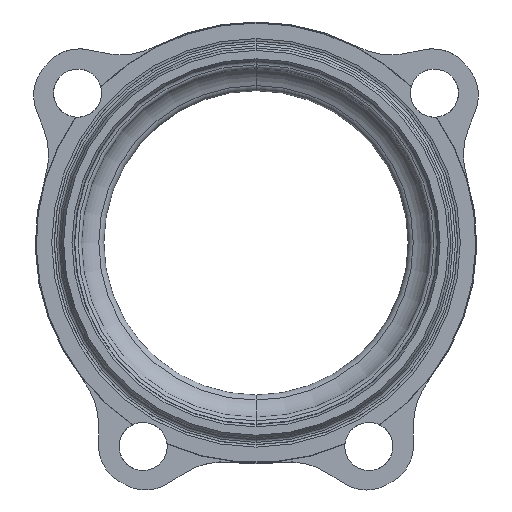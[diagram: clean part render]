
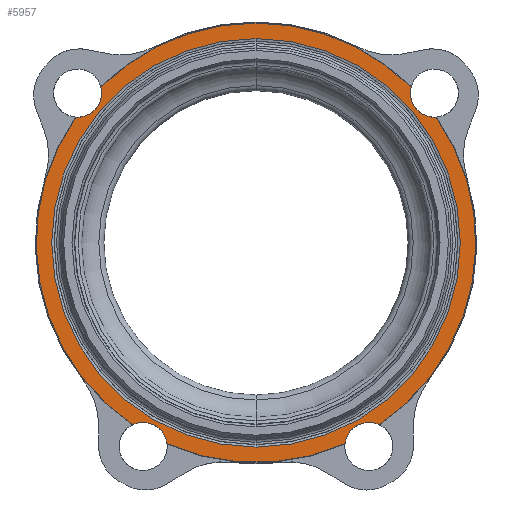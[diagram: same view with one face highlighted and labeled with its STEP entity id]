
A CAD part, front view. The second image highlights one B-rep face of the part: STEP entity #5957.
In plain terms, the highlighted planar face has unit normal (0, -1, 0).
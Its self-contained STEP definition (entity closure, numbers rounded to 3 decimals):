
#24 = ORIENTED_EDGE ( 'NONE', *, *, #1732, .F. ) ;
#56 = CARTESIAN_POINT ( 'NONE',  ( 0., -8.768, 54.732 ) ) ;
#73 = EDGE_CURVE ( 'NONE', #2120, #6659, #5004, .T. ) ;
#101 = ORIENTED_EDGE ( 'NONE', *, *, #73, .T. ) ;
#239 = CARTESIAN_POINT ( 'NONE',  ( -28.119, -8.768, -50.728 ) ) ;
#256 = EDGE_CURVE ( 'NONE', #5373, #5889, #958, .T. ) ;
#266 = CARTESIAN_POINT ( 'NONE',  ( -44.431, -8.768, 31.282 ) ) ;
#277 = EDGE_CURVE ( 'NONE', #354, #1561, #1994, .T. ) ;
#354 = VERTEX_POINT ( 'NONE', #2384 ) ;
#362 = CARTESIAN_POINT ( 'NONE',  ( 44.431, -8.768, 37.282 ) ) ;
#414 = CARTESIAN_POINT ( 'NONE',  ( 44.431, -8.768, 37.282 ) ) ;
#442 = DIRECTION ( 'NONE',  ( 0., 1., 0. ) ) ;
#463 = CIRCLE ( 'NONE', #3382, 6. ) ;
#467 = EDGE_CURVE ( 'NONE', #5625, #1544, #5245, .T. ) ;
#723 = AXIS2_PLACEMENT_3D ( 'NONE', #239, #6389, #1777 ) ;
#774 = DIRECTION ( 'NONE',  ( 0., 1., 0. ) ) ;
#857 = AXIS2_PLACEMENT_3D ( 'NONE', #4230, #3149, #1581 ) ;
#958 = CIRCLE ( 'NONE', #723, 6. ) ;
#1063 = CARTESIAN_POINT ( 'NONE',  ( 30.7, -8.768, -45.311 ) ) ;
#1138 = ORIENTED_EDGE ( 'NONE', *, *, #3022, .T. ) ;
#1205 = DIRECTION ( 'NONE',  ( 0., 0., 1. ) ) ;
#1209 = DIRECTION ( 'NONE',  ( 0., 1., 0. ) ) ;
#1245 = AXIS2_PLACEMENT_3D ( 'NONE', #6372, #5426, #4277 ) ;
#1301 = CIRCLE ( 'NONE', #4239, 54.732 ) ;
#1323 = CARTESIAN_POINT ( 'NONE',  ( -44.899, -8.768, 31.3 ) ) ;
#1352 = CARTESIAN_POINT ( 'NONE',  ( 38.621, -8.768, 38.782 ) ) ;
#1386 = DIRECTION ( 'NONE',  ( 0., 0., -1. ) ) ;
#1435 = CARTESIAN_POINT ( 'NONE',  ( -30.7, -8.768, -45.311 ) ) ;
#1436 = VERTEX_POINT ( 'NONE', #1323 ) ;
#1445 = CARTESIAN_POINT ( 'NONE',  ( 0., -8.768, 0. ) ) ;
#1525 = ORIENTED_EDGE ( 'NONE', *, *, #2599, .F. ) ;
#1544 = VERTEX_POINT ( 'NONE', #56 ) ;
#1561 = VERTEX_POINT ( 'NONE', #1063 ) ;
#1566 = ORIENTED_EDGE ( 'NONE', *, *, #277, .F. ) ;
#1577 = DIRECTION ( 'NONE',  ( 0., 0., 1. ) ) ;
#1581 = DIRECTION ( 'NONE',  ( 0., 0., 1. ) ) ;
#1636 = DIRECTION ( 'NONE',  ( 0., 0., 1. ) ) ;
#1668 = CARTESIAN_POINT ( 'NONE',  ( -44.431, -8.768, 37.282 ) ) ;
#1732 = EDGE_CURVE ( 'NONE', #1544, #5923, #5086, .T. ) ;
#1777 = DIRECTION ( 'NONE',  ( 0., 0., -1. ) ) ;
#1778 = DIRECTION ( 'NONE',  ( 0., 0., -1. ) ) ;
#1808 = CARTESIAN_POINT ( 'NONE',  ( 0., -8.768, -50.874 ) ) ;
#1874 = AXIS2_PLACEMENT_3D ( 'NONE', #5420, #4270, #1205 ) ;
#1994 = CIRCLE ( 'NONE', #1874, 54.732 ) ;
#2059 = DIRECTION ( 'NONE',  ( 0., 1., 0. ) ) ;
#2120 = VERTEX_POINT ( 'NONE', #2457 ) ;
#2231 = CARTESIAN_POINT ( 'NONE',  ( 28.119, -8.768, -50.728 ) ) ;
#2284 = DIRECTION ( 'NONE',  ( 0., 0., -1. ) ) ;
#2333 = CARTESIAN_POINT ( 'NONE',  ( -28.119, -8.768, -44.728 ) ) ;
#2336 = FACE_BOUND ( 'NONE', #4961, .T. ) ;
#2378 = EDGE_CURVE ( 'NONE', #6659, #2120, #6368, .T. ) ;
#2384 = CARTESIAN_POINT ( 'NONE',  ( 44.899, -8.768, 31.3 ) ) ;
#2457 = CARTESIAN_POINT ( 'NONE',  ( 0., -8.768, 50.874 ) ) ;
#2599 = EDGE_CURVE ( 'NONE', #5779, #3392, #5319, .T. ) ;
#2616 = ORIENTED_EDGE ( 'NONE', *, *, #3712, .T. ) ;
#2620 = CARTESIAN_POINT ( 'NONE',  ( -38.621, -8.768, 38.782 ) ) ;
#2726 = CARTESIAN_POINT ( 'NONE',  ( 44.431, -8.768, 31.282 ) ) ;
#2754 = CIRCLE ( 'NONE', #3654, 6. ) ;
#2884 = ORIENTED_EDGE ( 'NONE', *, *, #6090, .F. ) ;
#2997 = CIRCLE ( 'NONE', #5494, 6. ) ;
#3022 = EDGE_CURVE ( 'NONE', #5779, #3524, #3326, .T. ) ;
#3069 = ORIENTED_EDGE ( 'NONE', *, *, #3884, .T. ) ;
#3087 = AXIS2_PLACEMENT_3D ( 'NONE', #414, #5070, #5020 ) ;
#3102 = DIRECTION ( 'NONE',  ( 0., 1., 0. ) ) ;
#3147 = CIRCLE ( 'NONE', #4020, 6. ) ;
#3149 = DIRECTION ( 'NONE',  ( 0., 1., 0. ) ) ;
#3326 = CIRCLE ( 'NONE', #4673, 6. ) ;
#3382 = AXIS2_PLACEMENT_3D ( 'NONE', #6192, #2059, #4125 ) ;
#3392 = VERTEX_POINT ( 'NONE', #4988 ) ;
#3398 = ORIENTED_EDGE ( 'NONE', *, *, #5336, .T. ) ;
#3494 = DIRECTION ( 'NONE',  ( 0., 1., 0. ) ) ;
#3524 = VERTEX_POINT ( 'NONE', #4944 ) ;
#3654 = AXIS2_PLACEMENT_3D ( 'NONE', #5945, #5375, #2284 ) ;
#3672 = DIRECTION ( 'NONE',  ( 0., 1., 0. ) ) ;
#3712 = EDGE_CURVE ( 'NONE', #5889, #3392, #463, .T. ) ;
#3781 = ORIENTED_EDGE ( 'NONE', *, *, #6682, .T. ) ;
#3796 = DIRECTION ( 'NONE',  ( 0., 0., -1. ) ) ;
#3869 = DIRECTION ( 'NONE',  ( 0., 0., 1. ) ) ;
#3884 = EDGE_CURVE ( 'NONE', #5625, #4774, #2754, .T. ) ;
#4020 = AXIS2_PLACEMENT_3D ( 'NONE', #6107, #442, #5592 ) ;
#4079 = ORIENTED_EDGE ( 'NONE', *, *, #256, .T. ) ;
#4125 = DIRECTION ( 'NONE',  ( 0., 0., -1. ) ) ;
#4141 = CARTESIAN_POINT ( 'NONE',  ( 0., -8.768, 0. ) ) ;
#4142 = FACE_OUTER_BOUND ( 'NONE', #4457, .T. ) ;
#4153 = ORIENTED_EDGE ( 'NONE', *, *, #4643, .T. ) ;
#4230 = CARTESIAN_POINT ( 'NONE',  ( 0., -8.768, 0. ) ) ;
#4239 = AXIS2_PLACEMENT_3D ( 'NONE', #5197, #3102, #1577 ) ;
#4270 = DIRECTION ( 'NONE',  ( 0., 1., 0. ) ) ;
#4277 = DIRECTION ( 'NONE',  ( 0., 0., 1. ) ) ;
#4348 = ORIENTED_EDGE ( 'NONE', *, *, #467, .F. ) ;
#4419 = CARTESIAN_POINT ( 'NONE',  ( 0., -8.768, 0. ) ) ;
#4433 = DIRECTION ( 'NONE',  ( 0., -1., 0. ) ) ;
#4454 = PLANE ( 'NONE',  #4814 ) ;
#4457 = EDGE_LOOP ( 'NONE', ( #3398, #3781, #24, #4348, #3069, #4153, #2884, #4079, #2616, #1525, #1138, #5379, #1566 ) ) ;
#4643 = EDGE_CURVE ( 'NONE', #4774, #1436, #2997, .T. ) ;
#4673 = AXIS2_PLACEMENT_3D ( 'NONE', #2231, #5877, #3796 ) ;
#4773 = CIRCLE ( 'NONE', #3087, 6. ) ;
#4774 = VERTEX_POINT ( 'NONE', #266 ) ;
#4814 = AXIS2_PLACEMENT_3D ( 'NONE', #5997, #4433, #1778 ) ;
#4849 = CARTESIAN_POINT ( 'NONE',  ( 22.158, -8.768, -50.046 ) ) ;
#4893 = AXIS2_PLACEMENT_3D ( 'NONE', #4141, #3672, #1636 ) ;
#4944 = CARTESIAN_POINT ( 'NONE',  ( 28.119, -8.768, -44.728 ) ) ;
#4961 = EDGE_LOOP ( 'NONE', ( #6184, #101 ) ) ;
#4988 = CARTESIAN_POINT ( 'NONE',  ( -22.158, -8.768, -50.046 ) ) ;
#5004 = CIRCLE ( 'NONE', #857, 50.874 ) ;
#5020 = DIRECTION ( 'NONE',  ( 0., 0., -1. ) ) ;
#5059 = VERTEX_POINT ( 'NONE', #2726 ) ;
#5070 = DIRECTION ( 'NONE',  ( 0., 1., 0. ) ) ;
#5086 = CIRCLE ( 'NONE', #1245, 54.732 ) ;
#5161 = AXIS2_PLACEMENT_3D ( 'NONE', #4419, #774, #3869 ) ;
#5197 = CARTESIAN_POINT ( 'NONE',  ( 0., -8.768, 0. ) ) ;
#5245 = CIRCLE ( 'NONE', #5955, 54.732 ) ;
#5275 = EDGE_CURVE ( 'NONE', #3524, #1561, #3147, .T. ) ;
#5291 = DIRECTION ( 'NONE',  ( 0., 0., -1. ) ) ;
#5319 = CIRCLE ( 'NONE', #5161, 54.732 ) ;
#5336 = EDGE_CURVE ( 'NONE', #354, #5059, #5445, .T. ) ;
#5373 = VERTEX_POINT ( 'NONE', #1435 ) ;
#5375 = DIRECTION ( 'NONE',  ( 0., 1., 0. ) ) ;
#5379 = ORIENTED_EDGE ( 'NONE', *, *, #5275, .T. ) ;
#5420 = CARTESIAN_POINT ( 'NONE',  ( 0., -8.768, 0. ) ) ;
#5426 = DIRECTION ( 'NONE',  ( 0., 1., 0. ) ) ;
#5445 = CIRCLE ( 'NONE', #5770, 6. ) ;
#5494 = AXIS2_PLACEMENT_3D ( 'NONE', #1668, #1209, #5291 ) ;
#5592 = DIRECTION ( 'NONE',  ( 0., 0., -1. ) ) ;
#5625 = VERTEX_POINT ( 'NONE', #2620 ) ;
#5648 = DIRECTION ( 'NONE',  ( 0., 0., 1. ) ) ;
#5770 = AXIS2_PLACEMENT_3D ( 'NONE', #362, #6581, #1386 ) ;
#5779 = VERTEX_POINT ( 'NONE', #4849 ) ;
#5877 = DIRECTION ( 'NONE',  ( 0., 1., 0. ) ) ;
#5889 = VERTEX_POINT ( 'NONE', #2333 ) ;
#5923 = VERTEX_POINT ( 'NONE', #1352 ) ;
#5945 = CARTESIAN_POINT ( 'NONE',  ( -44.431, -8.768, 37.282 ) ) ;
#5955 = AXIS2_PLACEMENT_3D ( 'NONE', #1445, #3494, #5648 ) ;
#5957 = ADVANCED_FACE ( 'NONE', ( #4142, #2336 ), #4454, .T. ) ;
#5997 = CARTESIAN_POINT ( 'NONE',  ( -54.732, -8.768, 0. ) ) ;
#6090 = EDGE_CURVE ( 'NONE', #5373, #1436, #1301, .T. ) ;
#6107 = CARTESIAN_POINT ( 'NONE',  ( 28.119, -8.768, -50.728 ) ) ;
#6184 = ORIENTED_EDGE ( 'NONE', *, *, #2378, .T. ) ;
#6192 = CARTESIAN_POINT ( 'NONE',  ( -28.119, -8.768, -50.728 ) ) ;
#6368 = CIRCLE ( 'NONE', #4893, 50.874 ) ;
#6372 = CARTESIAN_POINT ( 'NONE',  ( 0., -8.768, 0. ) ) ;
#6389 = DIRECTION ( 'NONE',  ( 0., 1., 0. ) ) ;
#6581 = DIRECTION ( 'NONE',  ( 0., 1., 0. ) ) ;
#6659 = VERTEX_POINT ( 'NONE', #1808 ) ;
#6682 = EDGE_CURVE ( 'NONE', #5059, #5923, #4773, .T. ) ;
